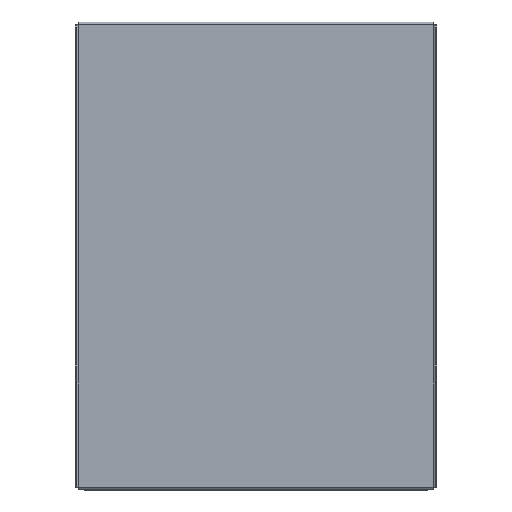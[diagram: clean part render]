
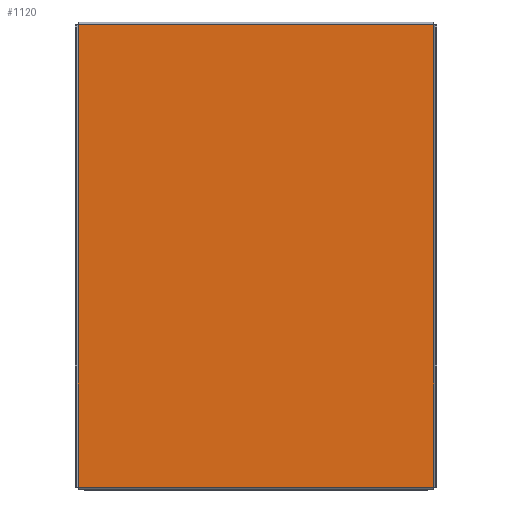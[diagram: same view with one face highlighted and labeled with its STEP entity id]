
A CAD part, top view. The second image highlights one B-rep face of the part: STEP entity #1120.
In plain terms, the highlighted planar face has unit normal (0, 0, 1).
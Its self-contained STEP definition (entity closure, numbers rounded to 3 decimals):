
#8 = AXIS2_PLACEMENT_3D ( 'NONE', #1229, #1223, #1373 ) ;
#104 = ORIENTED_EDGE ( 'NONE', *, *, #186, .T. ) ;
#110 = VECTOR ( 'NONE', #2002, 1000. ) ;
#150 = CARTESIAN_POINT ( 'NONE',  ( -150.5, -195.5, 0. ) ) ;
#186 = EDGE_CURVE ( 'NONE', #811, #1796, #1458, .T. ) ;
#195 = ORIENTED_EDGE ( 'NONE', *, *, #359, .T. ) ;
#246 = VERTEX_POINT ( 'NONE', #2103 ) ;
#258 = CARTESIAN_POINT ( 'NONE',  ( 150.5, -195.5, 0. ) ) ;
#359 = EDGE_CURVE ( 'NONE', #1796, #590, #1274, .T. ) ;
#426 = VECTOR ( 'NONE', #1724, 1000. ) ;
#547 = LINE ( 'NONE', #1035, #110 ) ;
#583 = VECTOR ( 'NONE', #1302, 1000. ) ;
#590 = VERTEX_POINT ( 'NONE', #645 ) ;
#638 = LINE ( 'NONE', #150, #583 ) ;
#645 = CARTESIAN_POINT ( 'NONE',  ( 150.5, 195.5, 0. ) ) ;
#811 = VERTEX_POINT ( 'NONE', #1005 ) ;
#946 = ORIENTED_EDGE ( 'NONE', *, *, #1372, .T. ) ;
#982 = FACE_OUTER_BOUND ( 'NONE', #1708, .T. ) ;
#1005 = CARTESIAN_POINT ( 'NONE',  ( -150.5, -195.5, 0. ) ) ;
#1035 = CARTESIAN_POINT ( 'NONE',  ( 150.5, 195.5, 0. ) ) ;
#1120 = ADVANCED_FACE ( 'NONE', ( #982 ), #1696, .T. ) ;
#1223 = DIRECTION ( 'NONE',  ( 0., 0., 1. ) ) ;
#1229 = CARTESIAN_POINT ( 'NONE',  ( 0., 0., 0. ) ) ;
#1274 = LINE ( 'NONE', #258, #426 ) ;
#1302 = DIRECTION ( 'NONE',  ( 0., -1., 0. ) ) ;
#1372 = EDGE_CURVE ( 'NONE', #246, #811, #638, .T. ) ;
#1373 = DIRECTION ( 'NONE',  ( 1., 0., 0. ) ) ;
#1382 = VECTOR ( 'NONE', #1885, 1000. ) ;
#1390 = ORIENTED_EDGE ( 'NONE', *, *, #1689, .T. ) ;
#1458 = LINE ( 'NONE', #1531, #1382 ) ;
#1531 = CARTESIAN_POINT ( 'NONE',  ( 150.5, -195.5, 0. ) ) ;
#1689 = EDGE_CURVE ( 'NONE', #590, #246, #547, .T. ) ;
#1696 = PLANE ( 'NONE',  #8 ) ;
#1708 = EDGE_LOOP ( 'NONE', ( #946, #104, #195, #1390 ) ) ;
#1724 = DIRECTION ( 'NONE',  ( 0., 1., 0. ) ) ;
#1796 = VERTEX_POINT ( 'NONE', #1892 ) ;
#1885 = DIRECTION ( 'NONE',  ( 1., 0., 0. ) ) ;
#1892 = CARTESIAN_POINT ( 'NONE',  ( 150.5, -195.5, 0. ) ) ;
#2002 = DIRECTION ( 'NONE',  ( -1., 0., 0. ) ) ;
#2103 = CARTESIAN_POINT ( 'NONE',  ( -150.5, 195.5, 0. ) ) ;
